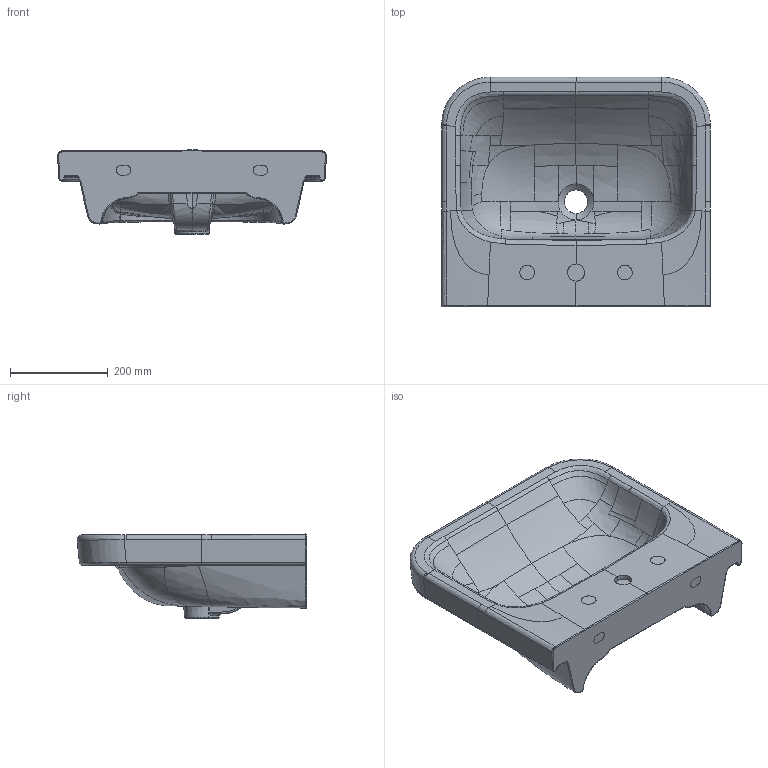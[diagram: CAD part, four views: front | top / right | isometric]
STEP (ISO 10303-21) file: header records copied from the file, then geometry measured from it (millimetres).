
FILE_DESCRIPTION(/* description */ (''),/* implementation_level */ '2;1');
FILE_NAME(/* name */ '418855_OA_Relaunch_WT_55.stp',/* time_stamp */ '2019-02-18T14:32:37+01:00',/* author */ (''),/* organization */ (''),/* preprocessor_version */ 'ST-DEVELOPER v16',/* originating_system */ 'SIEMENS PLM Software NX 10.0',/* authorisation */ '');
FILE_SCHEMA (('AUTOMOTIVE_DESIGN { 1 0 10303 214 3 1 1 1 }'));
Products named in the file (1): math2A648D914im5
Bounding box: 550.01 x 470.02 x 172.06 mm (x, y, z)
Volume: 13258989.6 mm3; surface area: 808165.4 mm2
Topology: 1 solids, 1 shells, 386 faces, 1005 edges, 621 vertices
Faces by surface type: bspline 315, plane 26, extrusion 20, cylinder 14, torus 8, cone 3
Entity records: 47344 total; most frequent: CARTESIAN_POINT 40755, ORIENTED_EDGE 2014, EDGE_CURVE 1007, B_SPLINE_CURVE_WITH_KNOTS 795, VERTEX_POINT 625, EDGE_LOOP 390, ADVANCED_FACE 386, FACE_OUTER_BOUND 383
